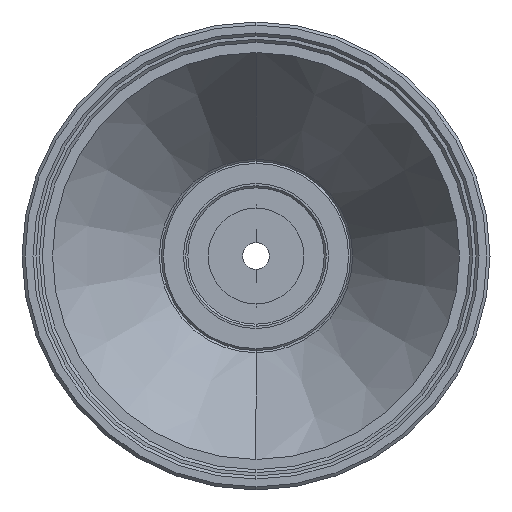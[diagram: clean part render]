
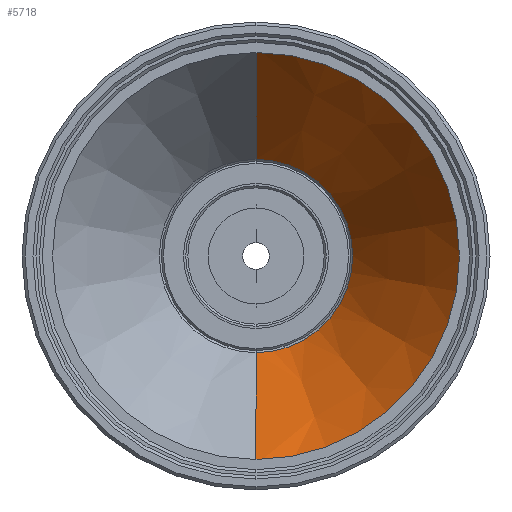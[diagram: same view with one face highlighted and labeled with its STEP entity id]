
A CAD part, left-side view. The second image highlights one B-rep face of the part: STEP entity #5718.
In plain terms, the highlighted conical face has half-angle 35 degrees and reference radius 20.5 mm.
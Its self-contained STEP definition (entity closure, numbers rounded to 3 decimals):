
#18 = EDGE_CURVE ( 'NONE', #6099, #4983, #5063, .T. ) ;
#1002 = EDGE_CURVE ( 'NONE', #6006, #6099, #3705, .T. ) ;
#1061 = VECTOR ( 'NONE', #3052, 1000. ) ;
#1290 = DIRECTION ( 'NONE',  ( -1., 0., 0. ) ) ;
#1293 = CARTESIAN_POINT ( 'NONE',  ( 52.252, 0., 0. ) ) ;
#1383 = DIRECTION ( 'NONE',  ( 0., 0., 1. ) ) ;
#1429 = ORIENTED_EDGE ( 'NONE', *, *, #18, .F. ) ;
#1610 = CARTESIAN_POINT ( 'NONE',  ( 52.252, 0., -20.5 ) ) ;
#1740 = LINE ( 'NONE', #1610, #1061 ) ;
#1791 = DIRECTION ( 'NONE',  ( 0., 0., 1. ) ) ;
#1879 = CONICAL_SURFACE ( 'NONE', #3700, 20.5, 0.611 ) ;
#2340 = CARTESIAN_POINT ( 'NONE',  ( 52.252, 0., 20.5 ) ) ;
#2726 = DIRECTION ( 'NONE',  ( -1., 0., 0. ) ) ;
#2873 = CIRCLE ( 'NONE', #4079, 20.5 ) ;
#2970 = EDGE_CURVE ( 'NONE', #5861, #4983, #2873, .T. ) ;
#2975 = CARTESIAN_POINT ( 'NONE',  ( 52.252, 0., -20.5 ) ) ;
#3052 = DIRECTION ( 'NONE',  ( -0.819, 0., -0.574 ) ) ;
#3220 = EDGE_LOOP ( 'NONE', ( #5032, #5942, #3620, #1429 ) ) ;
#3227 = CARTESIAN_POINT ( 'NONE',  ( 67.961, 0., 9.5 ) ) ;
#3300 = DIRECTION ( 'NONE',  ( -0.819, 0., 0.574 ) ) ;
#3325 = VECTOR ( 'NONE', #3300, 1000. ) ;
#3620 = ORIENTED_EDGE ( 'NONE', *, *, #2970, .T. ) ;
#3674 = AXIS2_PLACEMENT_3D ( 'NONE', #6117, #6083, #1383 ) ;
#3700 = AXIS2_PLACEMENT_3D ( 'NONE', #1293, #2726, #1791 ) ;
#3705 = CIRCLE ( 'NONE', #3674, 9.5 ) ;
#4079 = AXIS2_PLACEMENT_3D ( 'NONE', #5114, #1290, #5616 ) ;
#4983 = VERTEX_POINT ( 'NONE', #5571 ) ;
#5032 = ORIENTED_EDGE ( 'NONE', *, *, #1002, .F. ) ;
#5063 = LINE ( 'NONE', #2340, #3325 ) ;
#5114 = CARTESIAN_POINT ( 'NONE',  ( 52.252, 0., 0. ) ) ;
#5304 = FACE_OUTER_BOUND ( 'NONE', #3220, .T. ) ;
#5571 = CARTESIAN_POINT ( 'NONE',  ( 52.252, 0., 20.5 ) ) ;
#5616 = DIRECTION ( 'NONE',  ( 0., 0., 1. ) ) ;
#5718 = ADVANCED_FACE ( 'NONE', ( #5304 ), #1879, .F. ) ;
#5861 = VERTEX_POINT ( 'NONE', #2975 ) ;
#5902 = CARTESIAN_POINT ( 'NONE',  ( 67.961, 0., -9.5 ) ) ;
#5942 = ORIENTED_EDGE ( 'NONE', *, *, #6063, .T. ) ;
#6006 = VERTEX_POINT ( 'NONE', #5902 ) ;
#6063 = EDGE_CURVE ( 'NONE', #6006, #5861, #1740, .T. ) ;
#6083 = DIRECTION ( 'NONE',  ( -1., 0., 0. ) ) ;
#6099 = VERTEX_POINT ( 'NONE', #3227 ) ;
#6117 = CARTESIAN_POINT ( 'NONE',  ( 67.961, 0., 0. ) ) ;
